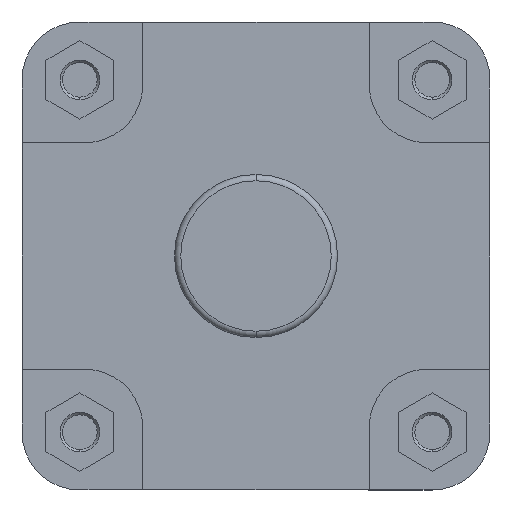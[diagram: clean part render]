
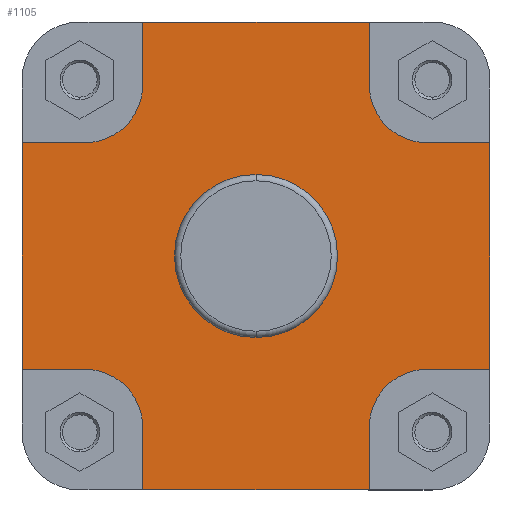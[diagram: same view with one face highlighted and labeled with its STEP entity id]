
A CAD part, left-side view. The second image highlights one B-rep face of the part: STEP entity #1105.
In plain terms, the highlighted planar face has unit normal (-1, 0, 0).
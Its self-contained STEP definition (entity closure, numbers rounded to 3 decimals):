
#349 = EDGE_LOOP ( 'NONE', ( #2561, #2558, #2546, #2542, #2535, #2515, #2505, #2501, #2465, #2462, #2460, #2458, #2455, #2453, #2437, #2418 ) ) ;
#542 = VERTEX_POINT ( 'NONE', #881 ) ;
#572 = VERTEX_POINT ( 'NONE', #911 ) ;
#573 = VERTEX_POINT ( 'NONE', #912 ) ;
#609 = VERTEX_POINT ( 'NONE', #3402 ) ;
#610 = VERTEX_POINT ( 'NONE', #3401 ) ;
#613 = VERTEX_POINT ( 'NONE', #3399 ) ;
#614 = VERTEX_POINT ( 'NONE', #3398 ) ;
#620 = VERTEX_POINT ( 'NONE', #3468 ) ;
#621 = VERTEX_POINT ( 'NONE', #3469 ) ;
#623 = VERTEX_POINT ( 'NONE', #3471 ) ;
#626 = VERTEX_POINT ( 'NONE', #3474 ) ;
#630 = VERTEX_POINT ( 'NONE', #3478 ) ;
#631 = VERTEX_POINT ( 'NONE', #3479 ) ;
#633 = VERTEX_POINT ( 'NONE', #3481 ) ;
#647 = VERTEX_POINT ( 'NONE', #3495 ) ;
#650 = VERTEX_POINT ( 'NONE', #3498 ) ;
#651 = VERTEX_POINT ( 'NONE', #3499 ) ;
#655 = VERTEX_POINT ( 'NONE', #3503 ) ;
#881 = CARTESIAN_POINT ( 'NONE',  ( 55., -93., -45. ) ) ;
#911 = CARTESIAN_POINT ( 'NONE',  ( 55., 93., 45. ) ) ;
#912 = CARTESIAN_POINT ( 'NONE',  ( 55., 45., -93. ) ) ;
#964 = EDGE_LOOP ( 'NONE', ( #2818, #2817 ) ) ;
#1105 = ADVANCED_FACE ( 'NONE', ( #3229, #3222 ), #4160, .F. ) ;
#1386 = EDGE_CURVE ( 'NONE', #623, #614, #5146, .T. ) ;
#1390 = EDGE_CURVE ( 'NONE', #620, #651, #5165, .T. ) ;
#1393 = EDGE_CURVE ( 'NONE', #609, #655, #5171, .T. ) ;
#1429 = EDGE_CURVE ( 'NONE', #610, #623, #5231, .T. ) ;
#1458 = EDGE_CURVE ( 'NONE', #614, #572, #5276, .T. ) ;
#1466 = EDGE_CURVE ( 'NONE', #630, #631, #5290, .T. ) ;
#1471 = EDGE_CURVE ( 'NONE', #573, #613, #5295, .T. ) ;
#1483 = EDGE_CURVE ( 'NONE', #655, #613, #5315, .T. ) ;
#1485 = EDGE_CURVE ( 'NONE', #621, #626, #5326, .T. ) ;
#1498 = EDGE_CURVE ( 'NONE', #631, #650, #5341, .T. ) ;
#1515 = EDGE_CURVE ( 'NONE', #650, #633, #5371, .T. ) ;
#1543 = EDGE_CURVE ( 'NONE', #633, #647, #5416, .T. ) ;
#1552 = EDGE_CURVE ( 'NONE', #542, #647, #5421, .T. ) ;
#1580 = EDGE_CURVE ( 'NONE', #542, #609, #5466, .T. ) ;
#1581 = EDGE_CURVE ( 'NONE', #626, #630, #5472, .T. ) ;
#1585 = EDGE_CURVE ( 'NONE', #651, #620, #5477, .T. ) ;
#1604 = EDGE_CURVE ( 'NONE', #573, #610, #5508, .T. ) ;
#1623 = EDGE_CURVE ( 'NONE', #572, #621, #5526, .T. ) ;
#1887 = AXIS2_PLACEMENT_3D ( 'NONE', #4149, #4161, #4162 ) ;
#2076 = AXIS2_PLACEMENT_3D ( 'NONE', #6061, #6063, #6064 ) ;
#2078 = AXIS2_PLACEMENT_3D ( 'NONE', #6070, #6071, #6072 ) ;
#2089 = AXIS2_PLACEMENT_3D ( 'NONE', #6152, #6153, #6154 ) ;
#2108 = AXIS2_PLACEMENT_3D ( 'NONE', #6278, #6284, #6285 ) ;
#2118 = AXIS2_PLACEMENT_3D ( 'NONE', #6345, #6364, #6365 ) ;
#2149 = AXIS2_PLACEMENT_3D ( 'NONE', #6533, #6542, #6543 ) ;
#2418 = ORIENTED_EDGE ( 'NONE', *, *, #1604, .F. ) ;
#2437 = ORIENTED_EDGE ( 'NONE', *, *, #1429, .F. ) ;
#2453 = ORIENTED_EDGE ( 'NONE', *, *, #1386, .F. ) ;
#2455 = ORIENTED_EDGE ( 'NONE', *, *, #1458, .F. ) ;
#2458 = ORIENTED_EDGE ( 'NONE', *, *, #1623, .F. ) ;
#2460 = ORIENTED_EDGE ( 'NONE', *, *, #1485, .F. ) ;
#2462 = ORIENTED_EDGE ( 'NONE', *, *, #1581, .F. ) ;
#2465 = ORIENTED_EDGE ( 'NONE', *, *, #1466, .F. ) ;
#2501 = ORIENTED_EDGE ( 'NONE', *, *, #1498, .F. ) ;
#2505 = ORIENTED_EDGE ( 'NONE', *, *, #1515, .F. ) ;
#2515 = ORIENTED_EDGE ( 'NONE', *, *, #1543, .F. ) ;
#2535 = ORIENTED_EDGE ( 'NONE', *, *, #1552, .T. ) ;
#2542 = ORIENTED_EDGE ( 'NONE', *, *, #1580, .F. ) ;
#2546 = ORIENTED_EDGE ( 'NONE', *, *, #1393, .F. ) ;
#2558 = ORIENTED_EDGE ( 'NONE', *, *, #1483, .F. ) ;
#2561 = ORIENTED_EDGE ( 'NONE', *, *, #1471, .T. ) ;
#2817 = ORIENTED_EDGE ( 'NONE', *, *, #1585, .F. ) ;
#2818 = ORIENTED_EDGE ( 'NONE', *, *, #1390, .F. ) ;
#3222 = FACE_OUTER_BOUND ( 'NONE', #349, .T. ) ;
#3229 = FACE_BOUND ( 'NONE', #964, .T. ) ;
#3398 = CARTESIAN_POINT ( 'NONE',  ( 55., 93., -45. ) ) ;
#3399 = CARTESIAN_POINT ( 'NONE',  ( 55., -45., -93. ) ) ;
#3401 = CARTESIAN_POINT ( 'NONE',  ( 55., 45., -68. ) ) ;
#3402 = CARTESIAN_POINT ( 'NONE',  ( 55., -68., -45. ) ) ;
#3468 = CARTESIAN_POINT ( 'NONE',  ( 55., 0., 32.4 ) ) ;
#3469 = CARTESIAN_POINT ( 'NONE',  ( 55., 68., 45. ) ) ;
#3471 = CARTESIAN_POINT ( 'NONE',  ( 55., 68., -45. ) ) ;
#3474 = CARTESIAN_POINT ( 'NONE',  ( 55., 45., 68. ) ) ;
#3478 = CARTESIAN_POINT ( 'NONE',  ( 55., 45., 93. ) ) ;
#3479 = CARTESIAN_POINT ( 'NONE',  ( 55., -45., 93. ) ) ;
#3481 = CARTESIAN_POINT ( 'NONE',  ( 55., -68., 45. ) ) ;
#3495 = CARTESIAN_POINT ( 'NONE',  ( 55., -93., 45. ) ) ;
#3498 = CARTESIAN_POINT ( 'NONE',  ( 55., -45., 68. ) ) ;
#3499 = CARTESIAN_POINT ( 'NONE',  ( 55., 0., -32.4 ) ) ;
#3503 = CARTESIAN_POINT ( 'NONE',  ( 55., -45., -68. ) ) ;
#4149 = CARTESIAN_POINT ( 'NONE',  ( 55., 32.4, 0. ) ) ;
#4160 = PLANE ( 'NONE',  #1887 ) ;
#4161 = DIRECTION ( 'NONE',  ( 1., 0., 0. ) ) ;
#4162 = DIRECTION ( 'NONE',  ( 0., 0., -1. ) ) ;
#5146 = LINE ( 'NONE', #6053, #5156 ) ;
#5156 = VECTOR ( 'NONE', #6056, 1000. ) ;
#5165 = CIRCLE ( 'NONE', #2076, 32.4 ) ;
#5171 = CIRCLE ( 'NONE', #2078, 23. ) ;
#5231 = CIRCLE ( 'NONE', #2089, 23. ) ;
#5276 = LINE ( 'NONE', #6212, #5278 ) ;
#5278 = VECTOR ( 'NONE', #6223, 1000. ) ;
#5290 = LINE ( 'NONE', #6240, #5291 ) ;
#5291 = VECTOR ( 'NONE', #6241, 1000. ) ;
#5295 = LINE ( 'NONE', #6252, #5296 ) ;
#5296 = VECTOR ( 'NONE', #6253, 1000. ) ;
#5315 = LINE ( 'NONE', #6276, #5320 ) ;
#5320 = VECTOR ( 'NONE', #6279, 1000. ) ;
#5326 = CIRCLE ( 'NONE', #2108, 23. ) ;
#5341 = LINE ( 'NONE', #6325, #5342 ) ;
#5342 = VECTOR ( 'NONE', #6326, 1000. ) ;
#5371 = CIRCLE ( 'NONE', #2118, 23. ) ;
#5416 = LINE ( 'NONE', #6431, #5417 ) ;
#5417 = VECTOR ( 'NONE', #6432, 1000. ) ;
#5421 = LINE ( 'NONE', #6449, #5430 ) ;
#5430 = VECTOR ( 'NONE', #6451, 1000. ) ;
#5466 = LINE ( 'NONE', #6529, #5469 ) ;
#5469 = VECTOR ( 'NONE', #6530, 1000. ) ;
#5472 = LINE ( 'NONE', #6531, #5473 ) ;
#5473 = VECTOR ( 'NONE', #6532, 1000. ) ;
#5477 = CIRCLE ( 'NONE', #2149, 32.4 ) ;
#5508 = LINE ( 'NONE', #6589, #5509 ) ;
#5509 = VECTOR ( 'NONE', #6590, 1000. ) ;
#5526 = LINE ( 'NONE', #6640, #5531 ) ;
#5531 = VECTOR ( 'NONE', #6641, 1000. ) ;
#6053 = CARTESIAN_POINT ( 'NONE',  ( 55., 68., -45. ) ) ;
#6056 = DIRECTION ( 'NONE',  ( 0., 1., 0. ) ) ;
#6061 = CARTESIAN_POINT ( 'NONE',  ( 55., 0., 0. ) ) ;
#6063 = DIRECTION ( 'NONE',  ( -1., 0., 0. ) ) ;
#6064 = DIRECTION ( 'NONE',  ( 0., 0., 1. ) ) ;
#6070 = CARTESIAN_POINT ( 'NONE',  ( 55., -68., -68. ) ) ;
#6071 = DIRECTION ( 'NONE',  ( -1., 0., 0. ) ) ;
#6072 = DIRECTION ( 'NONE',  ( 0., 0., -1. ) ) ;
#6152 = CARTESIAN_POINT ( 'NONE',  ( 55., 68., -68. ) ) ;
#6153 = DIRECTION ( 'NONE',  ( -1., 0., 0. ) ) ;
#6154 = DIRECTION ( 'NONE',  ( 0., 0., -1. ) ) ;
#6212 = CARTESIAN_POINT ( 'NONE',  ( 55., 93., 0. ) ) ;
#6223 = DIRECTION ( 'NONE',  ( 0., 0., 1. ) ) ;
#6240 = CARTESIAN_POINT ( 'NONE',  ( 55., -204.741, 93. ) ) ;
#6241 = DIRECTION ( 'NONE',  ( 0., -1., 0. ) ) ;
#6252 = CARTESIAN_POINT ( 'NONE',  ( 55., -204.741, -93. ) ) ;
#6253 = DIRECTION ( 'NONE',  ( 0., -1., 0. ) ) ;
#6276 = CARTESIAN_POINT ( 'NONE',  ( 55., -45., -68. ) ) ;
#6278 = CARTESIAN_POINT ( 'NONE',  ( 55., 68., 68. ) ) ;
#6279 = DIRECTION ( 'NONE',  ( 0., 0., -1. ) ) ;
#6284 = DIRECTION ( 'NONE',  ( -1., 0., 0. ) ) ;
#6285 = DIRECTION ( 'NONE',  ( 0., 0., -1. ) ) ;
#6325 = CARTESIAN_POINT ( 'NONE',  ( 55., -45., 93. ) ) ;
#6326 = DIRECTION ( 'NONE',  ( 0., 0., -1. ) ) ;
#6345 = CARTESIAN_POINT ( 'NONE',  ( 55., -68., 68. ) ) ;
#6364 = DIRECTION ( 'NONE',  ( -1., 0., 0. ) ) ;
#6365 = DIRECTION ( 'NONE',  ( 0., 0., -1. ) ) ;
#6431 = CARTESIAN_POINT ( 'NONE',  ( 55., -68., 45. ) ) ;
#6432 = DIRECTION ( 'NONE',  ( 0., -1., 0. ) ) ;
#6449 = CARTESIAN_POINT ( 'NONE',  ( 55., -93., 0. ) ) ;
#6451 = DIRECTION ( 'NONE',  ( 0., 0., 1. ) ) ;
#6529 = CARTESIAN_POINT ( 'NONE',  ( 55., -93., -45. ) ) ;
#6530 = DIRECTION ( 'NONE',  ( 0., 1., 0. ) ) ;
#6531 = CARTESIAN_POINT ( 'NONE',  ( 55., 45., 68. ) ) ;
#6532 = DIRECTION ( 'NONE',  ( 0., 0., 1. ) ) ;
#6533 = CARTESIAN_POINT ( 'NONE',  ( 55., 0., 0. ) ) ;
#6542 = DIRECTION ( 'NONE',  ( -1., 0., 0. ) ) ;
#6543 = DIRECTION ( 'NONE',  ( 0., 0., 1. ) ) ;
#6589 = CARTESIAN_POINT ( 'NONE',  ( 55., 45., -93. ) ) ;
#6590 = DIRECTION ( 'NONE',  ( 0., 0., 1. ) ) ;
#6640 = CARTESIAN_POINT ( 'NONE',  ( 55., 93., 45. ) ) ;
#6641 = DIRECTION ( 'NONE',  ( 0., -1., 0. ) ) ;
